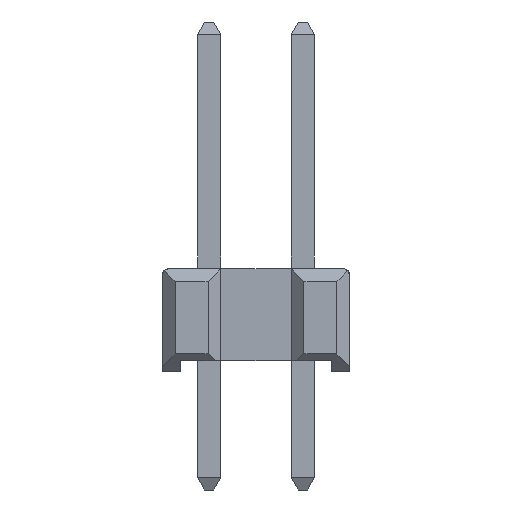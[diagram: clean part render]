
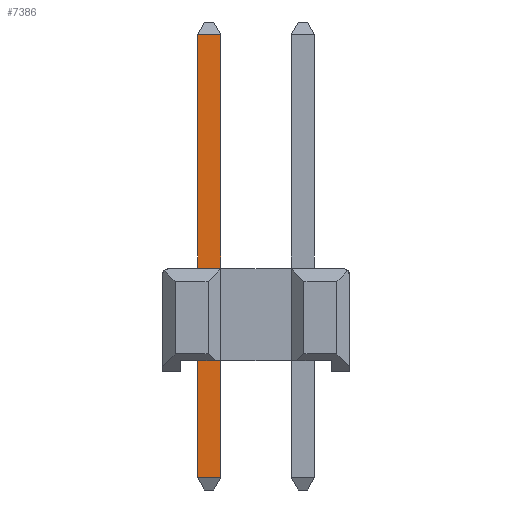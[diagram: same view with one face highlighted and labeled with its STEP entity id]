
A CAD part, front view. The second image highlights one B-rep face of the part: STEP entity #7386.
In plain terms, the highlighted planar face has unit normal (0, -1, 0).
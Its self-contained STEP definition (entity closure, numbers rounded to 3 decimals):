
#6812 = PLANE('',#6813);
#6813 = AXIS2_PLACEMENT_3D('',#6814,#6815,#6816);
#6814 = CARTESIAN_POINT('',(-0.325,-22.98,-3.209));
#6815 = DIRECTION('',(0.,-0.873,-0.488
    ));
#6816 = DIRECTION('',(0.,-0.488,0.873
    ));
#6850 = VERTEX_POINT('',#6851);
#6851 = CARTESIAN_POINT('',(-0.315,-23.175,-2.86));
#6865 = B_SPLINE_SURFACE_WITH_KNOTS('',1,1,(
    (#6866,#6867)
    ,(#6868,#6869
    )),.UNSPECIFIED.,.F.,.F.,.F.,(2,2),(2,2),(-9.358,
    0.093),(-0.64,0.01),
  .PIECEWISE_BEZIER_KNOTS.);
#6866 = CARTESIAN_POINT('',(-0.315,-22.535,9.326));
#6867 = CARTESIAN_POINT('',(-0.315,-23.185,9.326));
#6868 = CARTESIAN_POINT('',(-0.315,-22.535,-2.981));
#6869 = CARTESIAN_POINT('',(-0.315,-23.185,-2.981));
#6967 = VERTEX_POINT('',#6968);
#6968 = CARTESIAN_POINT('',(0.315,-23.175,-2.86));
#6980 = B_SPLINE_SURFACE_WITH_KNOTS('',1,1,(
    (#6981,#6982)
    ,(#6983,#6984
    )),.UNSPECIFIED.,.F.,.F.,.F.,(2,2),(2,2),(-0.64,0.01),(
    -9.358,0.093),.PIECEWISE_BEZIER_KNOTS.);
#6981 = CARTESIAN_POINT('',(0.315,-22.535,9.326));
#6982 = CARTESIAN_POINT('',(0.315,-22.535,-2.981));
#6983 = CARTESIAN_POINT('',(0.315,-23.185,9.326));
#6984 = CARTESIAN_POINT('',(0.315,-23.185,-2.981));
#7014 = EDGE_CURVE('',#6967,#6850,#7015,.T.);
#7015 = SURFACE_CURVE('',#7016,(#7019,#7025),.PCURVE_S1.);
#7016 = B_SPLINE_CURVE_WITH_KNOTS('',1,(#7017,#7018),.UNSPECIFIED.,.F.,
  .F.,(2,2),(-9.896,-9.266),.PIECEWISE_BEZIER_KNOTS.);
#7017 = CARTESIAN_POINT('',(0.315,-23.175,-2.86));
#7018 = CARTESIAN_POINT('',(-0.315,-23.175,-2.86));
#7019 = PCURVE('',#6812,#7020);
#7020 = DEFINITIONAL_REPRESENTATION('',(#7021),#7024);
#7021 = B_SPLINE_CURVE_WITH_KNOTS('',1,(#7022,#7023),.UNSPECIFIED.,.F.,
  .F.,(2,2),(-9.896,-9.266),.PIECEWISE_BEZIER_KNOTS.);
#7022 = CARTESIAN_POINT('',(0.4,-0.64));
#7023 = CARTESIAN_POINT('',(0.4,-0.01));
#7024 = ( GEOMETRIC_REPRESENTATION_CONTEXT(2) 
PARAMETRIC_REPRESENTATION_CONTEXT() REPRESENTATION_CONTEXT('2D SPACE',''
  ) );
#7025 = PCURVE('',#7026,#7031);
#7026 = PLANE('',#7027);
#7027 = AXIS2_PLACEMENT_3D('',#7028,#7029,#7030);
#7028 = CARTESIAN_POINT('',(-0.325,-23.175,-2.981));
#7029 = DIRECTION('',(0.,-1.,
    0.));
#7030 = DIRECTION('',(0.,0.,
    1.));
#7031 = DEFINITIONAL_REPRESENTATION('',(#7032),#7035);
#7032 = B_SPLINE_CURVE_WITH_KNOTS('',1,(#7033,#7034),.UNSPECIFIED.,.F.,
  .F.,(2,2),(-9.896,-9.266),.PIECEWISE_BEZIER_KNOTS.);
#7033 = CARTESIAN_POINT('',(0.121,-0.64));
#7034 = CARTESIAN_POINT('',(0.121,-0.01));
#7035 = ( GEOMETRIC_REPRESENTATION_CONTEXT(2) 
PARAMETRIC_REPRESENTATION_CONTEXT() REPRESENTATION_CONTEXT('2D SPACE',''
  ) );
#7147 = VERTEX_POINT('',#7148);
#7148 = CARTESIAN_POINT('',(0.315,-23.175,9.156));
#7160 = PLANE('',#7161);
#7161 = AXIS2_PLACEMENT_3D('',#7162,#7163,#7164);
#7162 = CARTESIAN_POINT('',(-0.325,-22.98,9.504));
#7163 = DIRECTION('',(0.,-0.873,0.487
    ));
#7164 = DIRECTION('',(0.,0.487,0.873
    ));
#7235 = VERTEX_POINT('',#7236);
#7236 = CARTESIAN_POINT('',(-0.315,-23.175,9.156));
#7254 = EDGE_CURVE('',#7235,#7147,#7255,.T.);
#7255 = SURFACE_CURVE('',#7256,(#7259,#7265),.PCURVE_S1.);
#7256 = B_SPLINE_CURVE_WITH_KNOTS('',1,(#7257,#7258),.UNSPECIFIED.,.F.,
  .F.,(2,2),(-19.791,-19.161),.PIECEWISE_BEZIER_KNOTS.);
#7257 = CARTESIAN_POINT('',(-0.315,-23.175,9.156));
#7258 = CARTESIAN_POINT('',(0.315,-23.175,9.156));
#7259 = PCURVE('',#7160,#7260);
#7260 = DEFINITIONAL_REPRESENTATION('',(#7261),#7264);
#7261 = B_SPLINE_CURVE_WITH_KNOTS('',1,(#7262,#7263),.UNSPECIFIED.,.F.,
  .F.,(2,2),(-19.791,-19.161),.PIECEWISE_BEZIER_KNOTS.);
#7262 = CARTESIAN_POINT('',(-0.399,-0.01));
#7263 = CARTESIAN_POINT('',(-0.399,-0.64));
#7264 = ( GEOMETRIC_REPRESENTATION_CONTEXT(2) 
PARAMETRIC_REPRESENTATION_CONTEXT() REPRESENTATION_CONTEXT('2D SPACE',''
  ) );
#7265 = PCURVE('',#7026,#7266);
#7266 = DEFINITIONAL_REPRESENTATION('',(#7267),#7270);
#7267 = B_SPLINE_CURVE_WITH_KNOTS('',1,(#7268,#7269),.UNSPECIFIED.,.F.,
  .F.,(2,2),(-19.791,-19.161),.PIECEWISE_BEZIER_KNOTS.);
#7268 = CARTESIAN_POINT('',(12.136,-0.01));
#7269 = CARTESIAN_POINT('',(12.136,-0.64));
#7270 = ( GEOMETRIC_REPRESENTATION_CONTEXT(2) 
PARAMETRIC_REPRESENTATION_CONTEXT() REPRESENTATION_CONTEXT('2D SPACE',''
  ) );
#7367 = EDGE_CURVE('',#7147,#6967,#7368,.T.);
#7368 = SURFACE_CURVE('',#7369,(#7372,#7378),.PCURVE_S1.);
#7369 = B_SPLINE_CURVE_WITH_KNOTS('',1,(#7370,#7371),.UNSPECIFIED.,.F.,
  .F.,(2,2),(-19.123,-9.896),.PIECEWISE_BEZIER_KNOTS.);
#7370 = CARTESIAN_POINT('',(0.315,-23.175,9.156));
#7371 = CARTESIAN_POINT('',(0.315,-23.175,-2.86));
#7372 = PCURVE('',#6980,#7373);
#7373 = DEFINITIONAL_REPRESENTATION('',(#7374),#7377);
#7374 = B_SPLINE_CURVE_WITH_KNOTS('',1,(#7375,#7376),.UNSPECIFIED.,.F.,
  .F.,(2,2),(-19.123,-9.896),.PIECEWISE_BEZIER_KNOTS.);
#7375 = CARTESIAN_POINT('',(0.,-9.227));
#7376 = CARTESIAN_POINT('',(0.,0.));
#7377 = ( GEOMETRIC_REPRESENTATION_CONTEXT(2) 
PARAMETRIC_REPRESENTATION_CONTEXT() REPRESENTATION_CONTEXT('2D SPACE',''
  ) );
#7378 = PCURVE('',#7026,#7379);
#7379 = DEFINITIONAL_REPRESENTATION('',(#7380),#7383);
#7380 = B_SPLINE_CURVE_WITH_KNOTS('',1,(#7381,#7382),.UNSPECIFIED.,.F.,
  .F.,(2,2),(-19.123,-9.896),.PIECEWISE_BEZIER_KNOTS.);
#7381 = CARTESIAN_POINT('',(12.136,-0.64));
#7382 = CARTESIAN_POINT('',(0.121,-0.64));
#7383 = ( GEOMETRIC_REPRESENTATION_CONTEXT(2) 
PARAMETRIC_REPRESENTATION_CONTEXT() REPRESENTATION_CONTEXT('2D SPACE',''
  ) );
#7386 = ADVANCED_FACE('',(#7387),#7026,.T.);
#7387 = FACE_BOUND('',#7388,.T.);
#7388 = EDGE_LOOP('',(#7389,#7407,#7408,#7409));
#7389 = ORIENTED_EDGE('',*,*,#7390,.T.);
#7390 = EDGE_CURVE('',#7235,#6850,#7391,.T.);
#7391 = SURFACE_CURVE('',#7392,(#7395,#7401),.PCURVE_S1.);
#7392 = B_SPLINE_CURVE_WITH_KNOTS('',1,(#7393,#7394),.UNSPECIFIED.,.F.,
  .F.,(2,2),(0.038,9.266),
  .PIECEWISE_BEZIER_KNOTS.);
#7393 = CARTESIAN_POINT('',(-0.315,-23.175,9.156));
#7394 = CARTESIAN_POINT('',(-0.315,-23.175,-2.86));
#7395 = PCURVE('',#7026,#7396);
#7396 = DEFINITIONAL_REPRESENTATION('',(#7397),#7400);
#7397 = B_SPLINE_CURVE_WITH_KNOTS('',1,(#7398,#7399),.UNSPECIFIED.,.F.,
  .F.,(2,2),(0.038,9.266),
  .PIECEWISE_BEZIER_KNOTS.);
#7398 = CARTESIAN_POINT('',(12.136,-0.01));
#7399 = CARTESIAN_POINT('',(0.121,-0.01));
#7400 = ( GEOMETRIC_REPRESENTATION_CONTEXT(2) 
PARAMETRIC_REPRESENTATION_CONTEXT() REPRESENTATION_CONTEXT('2D SPACE',''
  ) );
#7401 = PCURVE('',#6865,#7402);
#7402 = DEFINITIONAL_REPRESENTATION('',(#7403),#7406);
#7403 = B_SPLINE_CURVE_WITH_KNOTS('',1,(#7404,#7405),.UNSPECIFIED.,.F.,
  .F.,(2,2),(0.038,9.266),
  .PIECEWISE_BEZIER_KNOTS.);
#7404 = CARTESIAN_POINT('',(-9.227,0.));
#7405 = CARTESIAN_POINT('',(0.,0.));
#7406 = ( GEOMETRIC_REPRESENTATION_CONTEXT(2) 
PARAMETRIC_REPRESENTATION_CONTEXT() REPRESENTATION_CONTEXT('2D SPACE',''
  ) );
#7407 = ORIENTED_EDGE('',*,*,#7014,.F.);
#7408 = ORIENTED_EDGE('',*,*,#7367,.F.);
#7409 = ORIENTED_EDGE('',*,*,#7254,.F.);
